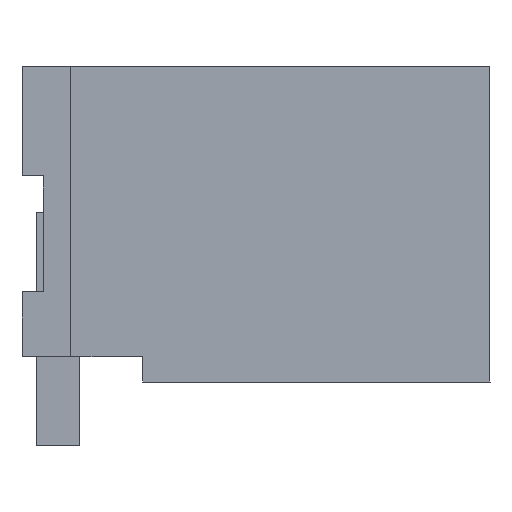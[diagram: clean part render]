
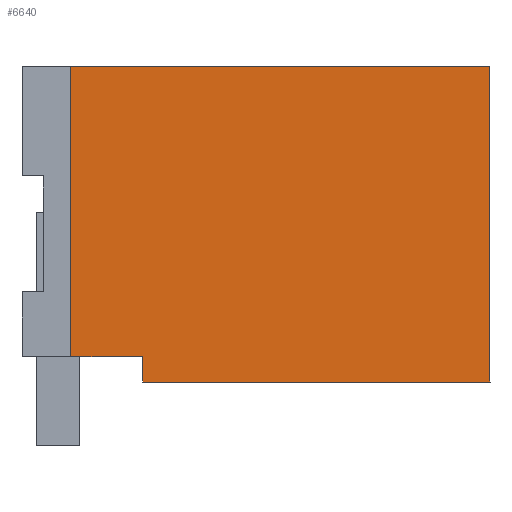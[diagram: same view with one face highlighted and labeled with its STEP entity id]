
A CAD part, left-side view. The second image highlights one B-rep face of the part: STEP entity #6640.
In plain terms, the highlighted planar face has unit normal (-1, 0, 0).
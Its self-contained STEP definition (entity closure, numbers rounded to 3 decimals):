
#6618=AXIS2_PLACEMENT_3D('Plane Axis2P3D',#6615,#6616,#6617) ;
#1080=CARTESIAN_POINT('Vertex',(0.,8.2,2.1)) ;
#1083=CARTESIAN_POINT('Line Origine',(0.,9.05,2.1)) ;
#1087=CARTESIAN_POINT('Vertex',(0.,9.9,2.1)) ;
#1338=CARTESIAN_POINT('Line Origine',(0.,9.9,5.525)) ;
#1342=CARTESIAN_POINT('Vertex',(0.,9.9,8.95)) ;
#2056=CARTESIAN_POINT('Line Origine',(0.,4.95,8.95)) ;
#2060=CARTESIAN_POINT('Vertex',(0.,0.,8.95)) ;
#6599=CARTESIAN_POINT('Vertex',(0.,8.2,1.5)) ;
#6602=CARTESIAN_POINT('Line Origine',(0.,8.2,1.8)) ;
#6615=CARTESIAN_POINT('Axis2P3D Location',(0.,11.05,-1.55)) ;
#6620=CARTESIAN_POINT('Line Origine',(0.,4.1,1.5)) ;
#6624=CARTESIAN_POINT('Vertex',(0.,0.,1.5)) ;
#6627=CARTESIAN_POINT('Line Origine',(0.,0.,5.225)) ;
#1084=DIRECTION('Vector Direction',(0.,-1.,0.)) ;
#1339=DIRECTION('Vector Direction',(0.,0.,-1.)) ;
#2057=DIRECTION('Vector Direction',(0.,1.,0.)) ;
#6603=DIRECTION('Vector Direction',(0.,0.,1.)) ;
#6616=DIRECTION('Axis2P3D Direction',(-1.,0.,0.)) ;
#6617=DIRECTION('Axis2P3D XDirection',(0.,-1.,0.)) ;
#6621=DIRECTION('Vector Direction',(0.,1.,0.)) ;
#6628=DIRECTION('Vector Direction',(0.,0.,-1.)) ;
#1085=VECTOR('Line Direction',#1084,1.) ;
#1340=VECTOR('Line Direction',#1339,1.) ;
#2058=VECTOR('Line Direction',#2057,1.) ;
#6604=VECTOR('Line Direction',#6603,1.) ;
#6622=VECTOR('Line Direction',#6621,1.) ;
#6629=VECTOR('Line Direction',#6628,1.) ;
#6633=ORIENTED_EDGE('',*,*,#1089,.T.) ;
#6634=ORIENTED_EDGE('',*,*,#6606,.F.) ;
#6635=ORIENTED_EDGE('',*,*,#6626,.T.) ;
#6636=ORIENTED_EDGE('',*,*,#6631,.T.) ;
#6637=ORIENTED_EDGE('',*,*,#2062,.T.) ;
#6638=ORIENTED_EDGE('',*,*,#1344,.T.) ;
#6640=ADVANCED_FACE('HOUSING',(#6639),#6619,.T.) ;
#1089=EDGE_CURVE('',#1088,#1081,#1086,.T.) ;
#1344=EDGE_CURVE('',#1343,#1088,#1341,.T.) ;
#2062=EDGE_CURVE('',#2061,#1343,#2059,.T.) ;
#6606=EDGE_CURVE('',#6600,#1081,#6605,.T.) ;
#6626=EDGE_CURVE('',#6600,#6625,#6623,.F.) ;
#6631=EDGE_CURVE('',#6625,#2061,#6630,.F.) ;
#6632=EDGE_LOOP('',(#6633,#6634,#6635,#6636,#6637,#6638)) ;
#6639=FACE_OUTER_BOUND('',#6632,.T.) ;
#1086=LINE('Line',#1083,#1085) ;
#1341=LINE('Line',#1338,#1340) ;
#2059=LINE('Line',#2056,#2058) ;
#6605=LINE('Line',#6602,#6604) ;
#6623=LINE('Line',#6620,#6622) ;
#6630=LINE('Line',#6627,#6629) ;
#6619=PLANE('',#6618) ;
#1081=VERTEX_POINT('',#1080) ;
#1088=VERTEX_POINT('',#1087) ;
#1343=VERTEX_POINT('',#1342) ;
#2061=VERTEX_POINT('',#2060) ;
#6600=VERTEX_POINT('',#6599) ;
#6625=VERTEX_POINT('',#6624) ;
